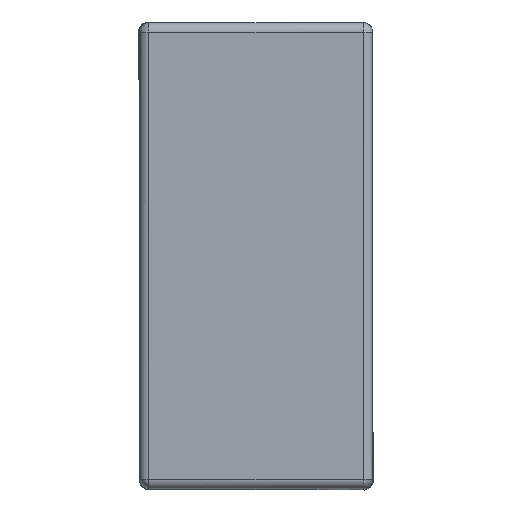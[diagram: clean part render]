
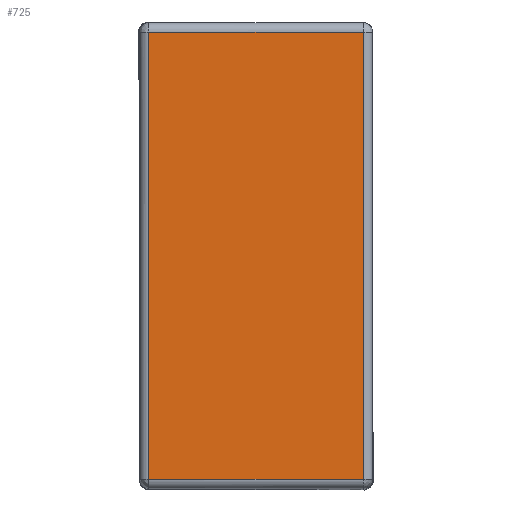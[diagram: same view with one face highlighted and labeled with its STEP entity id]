
A CAD part, top view. The second image highlights one B-rep face of the part: STEP entity #725.
In plain terms, the highlighted planar face has unit normal (0, 0, 1).
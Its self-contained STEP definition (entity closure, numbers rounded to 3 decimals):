
#222=(
BOUNDED_CURVE()
B_SPLINE_CURVE(1,(#13523,#13524),.UNSPECIFIED.,.F.,.F.)
B_SPLINE_CURVE_WITH_KNOTS((2,2),(-1.86,-1.4),.UNSPECIFIED.)
CURVE()
GEOMETRIC_REPRESENTATION_ITEM()
RATIONAL_B_SPLINE_CURVE((1.,1.))
REPRESENTATION_ITEM('')
);
#223=(
BOUNDED_CURVE()
B_SPLINE_CURVE(1,(#13525,#13526),.UNSPECIFIED.,.F.,.F.)
B_SPLINE_CURVE_WITH_KNOTS((2,2),(-1.86,-1.4),.UNSPECIFIED.)
CURVE()
GEOMETRIC_REPRESENTATION_ITEM()
RATIONAL_B_SPLINE_CURVE((1.,1.))
REPRESENTATION_ITEM('')
);
#224=(
BOUNDED_CURVE()
B_SPLINE_CURVE(1,(#13527,#13528),.UNSPECIFIED.,.F.,.F.)
B_SPLINE_CURVE_WITH_KNOTS((2,2),(-1.4,-0.44),.UNSPECIFIED.)
CURVE()
GEOMETRIC_REPRESENTATION_ITEM()
RATIONAL_B_SPLINE_CURVE((1.,1.))
REPRESENTATION_ITEM('')
);
#225=(
BOUNDED_CURVE()
B_SPLINE_CURVE(1,(#13529,#13530),.UNSPECIFIED.,.F.,.F.)
B_SPLINE_CURVE_WITH_KNOTS((2,2),(-1.4,-0.44),.UNSPECIFIED.)
CURVE()
GEOMETRIC_REPRESENTATION_ITEM()
RATIONAL_B_SPLINE_CURVE((1.,1.))
REPRESENTATION_ITEM('')
);
#226=(
BOUNDED_CURVE()
B_SPLINE_CURVE(1,(#13531,#13532),.UNSPECIFIED.,.F.,.F.)
B_SPLINE_CURVE_WITH_KNOTS((2,2),(-0.44,0.02),.UNSPECIFIED.)
CURVE()
GEOMETRIC_REPRESENTATION_ITEM()
RATIONAL_B_SPLINE_CURVE((1.,1.))
REPRESENTATION_ITEM('')
);
#227=(
BOUNDED_CURVE()
B_SPLINE_CURVE(1,(#13533,#13534),.UNSPECIFIED.,.F.,.F.)
B_SPLINE_CURVE_WITH_KNOTS((2,2),(-0.44,0.02),.UNSPECIFIED.)
CURVE()
GEOMETRIC_REPRESENTATION_ITEM()
RATIONAL_B_SPLINE_CURVE((1.,1.))
REPRESENTATION_ITEM('')
);
#228=(
BOUNDED_CURVE()
B_SPLINE_CURVE(1,(#13535,#13536),.UNSPECIFIED.,.F.,.F.)
B_SPLINE_CURVE_WITH_KNOTS((2,2),(0.02,0.98),.UNSPECIFIED.)
CURVE()
GEOMETRIC_REPRESENTATION_ITEM()
RATIONAL_B_SPLINE_CURVE((1.,1.))
REPRESENTATION_ITEM('')
);
#229=(
BOUNDED_CURVE()
B_SPLINE_CURVE(1,(#13537,#13538),.UNSPECIFIED.,.F.,.F.)
B_SPLINE_CURVE_WITH_KNOTS((2,2),(0.02,0.98),.UNSPECIFIED.)
CURVE()
GEOMETRIC_REPRESENTATION_ITEM()
RATIONAL_B_SPLINE_CURVE((1.,1.))
REPRESENTATION_ITEM('')
);
#386=(
BOUNDED_SURFACE()
B_SPLINE_SURFACE(1,2,((#13351,#13352,#13353),(#13354,#13355,#13356)),
 .UNSPECIFIED.,.F.,.F.,.F.)
B_SPLINE_SURFACE_WITH_KNOTS((2,2),(3,3),(-0.4,1.4),(0.,0.031),
 .UNSPECIFIED.)
GEOMETRIC_REPRESENTATION_ITEM()
RATIONAL_B_SPLINE_SURFACE(((1.,0.707,1.),(1.,0.707,
1.)))
REPRESENTATION_ITEM('')
SURFACE()
);
#387=(
BOUNDED_SURFACE()
B_SPLINE_SURFACE(1,2,((#13357,#13358,#13359),(#13360,#13361,#13362)),
 .UNSPECIFIED.,.F.,.F.,.F.)
B_SPLINE_SURFACE_WITH_KNOTS((2,2),(3,3),(-0.4,0.9),(0.,0.031),
 .UNSPECIFIED.)
GEOMETRIC_REPRESENTATION_ITEM()
RATIONAL_B_SPLINE_SURFACE(((1.,0.707,1.),(1.,0.707,
1.)))
REPRESENTATION_ITEM('')
SURFACE()
);
#389=(
BOUNDED_SURFACE()
B_SPLINE_SURFACE(1,2,((#13369,#13370,#13371),(#13372,#13373,#13374)),
 .UNSPECIFIED.,.F.,.F.,.F.)
B_SPLINE_SURFACE_WITH_KNOTS((2,2),(3,3),(-0.4,1.4),(0.,0.031),
 .UNSPECIFIED.)
GEOMETRIC_REPRESENTATION_ITEM()
RATIONAL_B_SPLINE_SURFACE(((1.,0.707,1.),(1.,0.707,
1.)))
REPRESENTATION_ITEM('')
SURFACE()
);
#392=(
BOUNDED_SURFACE()
B_SPLINE_SURFACE(1,2,((#13387,#13388,#13389),(#13390,#13391,#13392)),
 .UNSPECIFIED.,.F.,.F.,.F.)
B_SPLINE_SURFACE_WITH_KNOTS((2,2),(3,3),(-0.4,0.9),(0.,0.031),
 .UNSPECIFIED.)
GEOMETRIC_REPRESENTATION_ITEM()
RATIONAL_B_SPLINE_SURFACE(((1.,0.707,1.),(1.,0.707,
1.)))
REPRESENTATION_ITEM('')
SURFACE()
);
#725=ADVANCED_FACE('',(#927),#5918,.T.);
#927=FACE_OUTER_BOUND('',#1129,.T.);
#1129=EDGE_LOOP('',(#1908,#1909,#1910,#1911));
#1908=ORIENTED_EDGE('',*,*,#4536,.T.);
#1909=ORIENTED_EDGE('',*,*,#4537,.T.);
#1910=ORIENTED_EDGE('',*,*,#4538,.T.);
#1911=ORIENTED_EDGE('',*,*,#4539,.T.);
#2764=PCURVE('',#5918,#3620);
#2765=PCURVE('',#5918,#3621);
#2766=PCURVE('',#5918,#3622);
#2767=PCURVE('',#5918,#3623);
#2786=PCURVE('',#386,#3642);
#2790=PCURVE('',#387,#3646);
#2798=PCURVE('',#389,#3654);
#2810=PCURVE('',#392,#3666);
#3620=DEFINITIONAL_REPRESENTATION('',(#223),#13831);
#3621=DEFINITIONAL_REPRESENTATION('',(#225),#13831);
#3622=DEFINITIONAL_REPRESENTATION('',(#227),#13831);
#3623=DEFINITIONAL_REPRESENTATION('',(#229),#13831);
#3642=DEFINITIONAL_REPRESENTATION('',(#5517),#13831);
#3646=DEFINITIONAL_REPRESENTATION('',(#5521),#13831);
#3654=DEFINITIONAL_REPRESENTATION('',(#5529),#13831);
#3666=DEFINITIONAL_REPRESENTATION('',(#5541),#13831);
#4108=SURFACE_CURVE('',#222,(#2764,#2810),.PCURVE_S1.);
#4109=SURFACE_CURVE('',#224,(#2765,#2798),.PCURVE_S1.);
#4110=SURFACE_CURVE('',#226,(#2766,#2790),.PCURVE_S1.);
#4111=SURFACE_CURVE('',#228,(#2767,#2786),.PCURVE_S1.);
#4536=EDGE_CURVE('',#5846,#5843,#4108,.T.);
#4537=EDGE_CURVE('',#5843,#5840,#4109,.T.);
#4538=EDGE_CURVE('',#5840,#5837,#4110,.T.);
#4539=EDGE_CURVE('',#5837,#5846,#4111,.T.);
#5517=B_SPLINE_CURVE_WITH_KNOTS('',1,(#13599,#13600),.UNSPECIFIED.,.F.,.F.,
(2,2),(0.02,0.98),.UNSPECIFIED.);
#5521=B_SPLINE_CURVE_WITH_KNOTS('',1,(#13607,#13608),.UNSPECIFIED.,.F.,.F.,
(2,2),(-0.44,0.02),.UNSPECIFIED.);
#5529=B_SPLINE_CURVE_WITH_KNOTS('',1,(#13623,#13624),.UNSPECIFIED.,.F.,.F.,
(2,2),(-1.4,-0.44),.UNSPECIFIED.);
#5541=B_SPLINE_CURVE_WITH_KNOTS('',1,(#13647,#13648),.UNSPECIFIED.,.F.,.F.,
(2,2),(-1.86,-1.4),.UNSPECIFIED.);
#5837=VERTEX_POINT('',#13401);
#5840=VERTEX_POINT('',#13404);
#5843=VERTEX_POINT('',#13407);
#5846=VERTEX_POINT('',#13410);
#5918=PLANE('',#6000);
#6000=AXIS2_PLACEMENT_3D('',#13346,#6066,$);
#6066=DIRECTION('',(0.,0.,1.));
#13346=CARTESIAN_POINT('',(-0.24,0.49,0.345));
#13351=CARTESIAN_POINT('',(-0.25,0.9,0.325));
#13352=CARTESIAN_POINT('',(-0.25,0.9,0.345));
#13353=CARTESIAN_POINT('',(-0.23,0.9,0.345));
#13354=CARTESIAN_POINT('',(-0.25,-0.9,0.325));
#13355=CARTESIAN_POINT('',(-0.25,-0.9,0.345));
#13356=CARTESIAN_POINT('',(-0.23,-0.9,0.345));
#13357=CARTESIAN_POINT('',(0.65,0.5,0.325));
#13358=CARTESIAN_POINT('',(0.65,0.5,0.345));
#13359=CARTESIAN_POINT('',(0.65,0.48,0.345));
#13360=CARTESIAN_POINT('',(-0.65,0.5,0.325));
#13361=CARTESIAN_POINT('',(-0.65,0.5,0.345));
#13362=CARTESIAN_POINT('',(-0.65,0.48,0.345));
#13369=CARTESIAN_POINT('',(0.25,-0.9,0.325));
#13370=CARTESIAN_POINT('',(0.25,-0.9,0.345));
#13371=CARTESIAN_POINT('',(0.23,-0.9,0.345));
#13372=CARTESIAN_POINT('',(0.25,0.9,0.325));
#13373=CARTESIAN_POINT('',(0.25,0.9,0.345));
#13374=CARTESIAN_POINT('',(0.23,0.9,0.345));
#13387=CARTESIAN_POINT('',(-0.65,-0.5,0.325));
#13388=CARTESIAN_POINT('',(-0.65,-0.5,0.345));
#13389=CARTESIAN_POINT('',(-0.65,-0.48,0.345));
#13390=CARTESIAN_POINT('',(0.65,-0.5,0.325));
#13391=CARTESIAN_POINT('',(0.65,-0.5,0.345));
#13392=CARTESIAN_POINT('',(0.65,-0.48,0.345));
#13401=CARTESIAN_POINT('',(-0.23,0.48,0.345));
#13404=CARTESIAN_POINT('',(0.23,0.48,0.345));
#13407=CARTESIAN_POINT('',(0.23,-0.48,0.345));
#13410=CARTESIAN_POINT('',(-0.23,-0.48,0.345));
#13523=CARTESIAN_POINT('',(-0.23,-0.48,0.345));
#13524=CARTESIAN_POINT('',(0.23,-0.48,0.345));
#13525=CARTESIAN_POINT('',(0.,0.));
#13526=CARTESIAN_POINT('',(0.,0.46));
#13527=CARTESIAN_POINT('',(0.23,-0.48,0.345));
#13528=CARTESIAN_POINT('',(0.23,0.48,0.345));
#13529=CARTESIAN_POINT('',(0.,0.46));
#13530=CARTESIAN_POINT('',(-0.96,0.46));
#13531=CARTESIAN_POINT('',(0.23,0.48,0.345));
#13532=CARTESIAN_POINT('',(-0.23,0.48,0.345));
#13533=CARTESIAN_POINT('',(-0.96,0.46));
#13534=CARTESIAN_POINT('',(-0.96,0.));
#13535=CARTESIAN_POINT('',(-0.23,0.48,0.345));
#13536=CARTESIAN_POINT('',(-0.23,-0.48,0.345));
#13537=CARTESIAN_POINT('',(-0.96,0.));
#13538=CARTESIAN_POINT('',(0.,0.));
#13599=CARTESIAN_POINT('',(0.02,0.031));
#13600=CARTESIAN_POINT('',(0.98,0.031));
#13607=CARTESIAN_POINT('',(0.02,0.031));
#13608=CARTESIAN_POINT('',(0.48,0.031));
#13623=CARTESIAN_POINT('',(0.02,0.031));
#13624=CARTESIAN_POINT('',(0.98,0.031));
#13647=CARTESIAN_POINT('',(0.02,0.031));
#13648=CARTESIAN_POINT('',(0.48,0.031));
#13831=(
GEOMETRIC_REPRESENTATION_CONTEXT(2)
PARAMETRIC_REPRESENTATION_CONTEXT()
REPRESENTATION_CONTEXT('pspace','')
);
